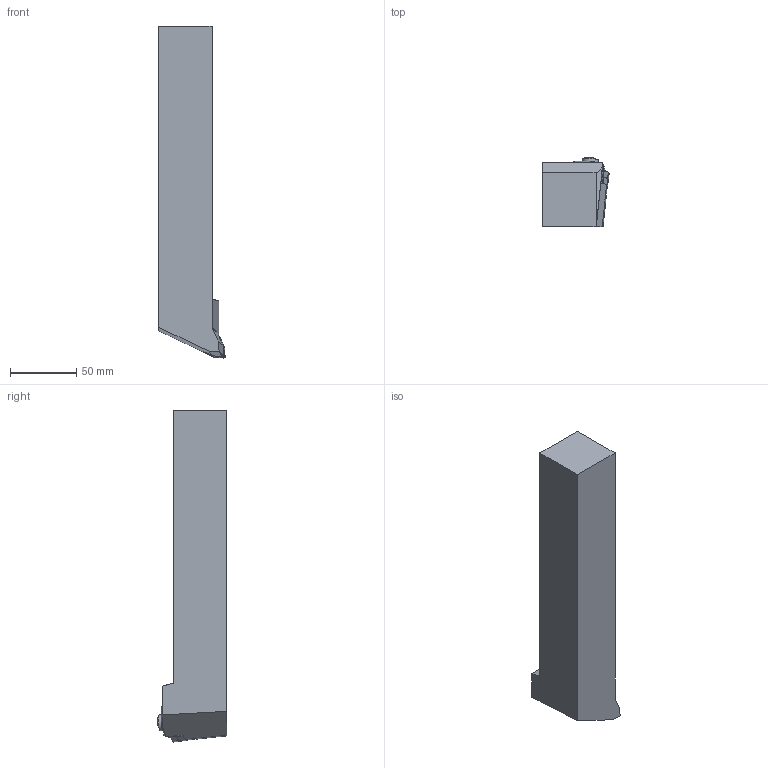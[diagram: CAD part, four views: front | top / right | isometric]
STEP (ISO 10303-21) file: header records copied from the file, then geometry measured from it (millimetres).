
FILE_DESCRIPTION(/* description */ (''),/* implementation_level */ '2;1');
FILE_NAME(/* name */ 'MWLNL4040S08_SIM.stp',/* time_stamp */ '2023-02-20T11:08:55+01:00',/* author */ (''),/* organization */ (''),/* preprocessor_version */ 'ST-DEVELOPER v16.7',/* originating_system */ 'SIEMENS PLM Software NX 12.0',/* authorisation */ '');
FILE_SCHEMA (('AUTOMOTIVE_DESIGN { 1 0 10303 214 3 1 1 1 }'));
Length unit declared in the file: millimetre
Products named in the file (1): kl624124DA33dh2u
Bounding box: 49.89 x 52 x 249.79 mm (x, y, z)
Volume: 398328.2 mm3; surface area: 44255.6 mm2
Topology: 2 solids, 2 shells, 69 faces, 194 edges, 130 vertices
Faces by surface type: plane 44, cylinder 22, cone 2, bspline 1
Full cylindrical faces by diameter (mm): 5.15 x1, 12 x1
Entity records: 2374 total; most frequent: CARTESIAN_POINT 687, ORIENTED_EDGE 376, DIRECTION 293, EDGE_CURVE 188, VERTEX_POINT 128, AXIS2_PLACEMENT_3D 114, B_SPLINE_CURVE_WITH_KNOTS 78, EDGE_LOOP 76
